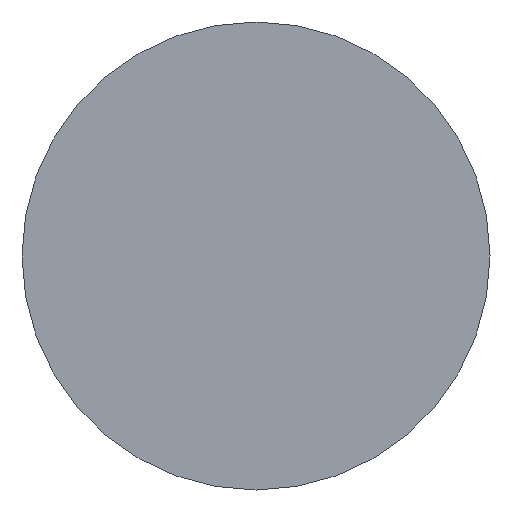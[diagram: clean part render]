
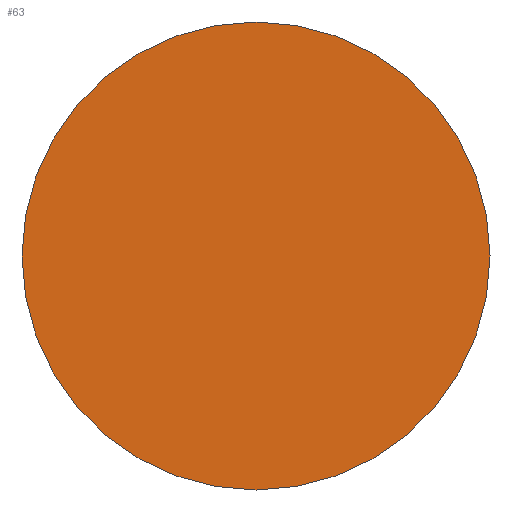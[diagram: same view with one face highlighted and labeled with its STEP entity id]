
A CAD part, front view. The second image highlights one B-rep face of the part: STEP entity #63.
In plain terms, the highlighted planar face has unit normal (0, -1, 0).
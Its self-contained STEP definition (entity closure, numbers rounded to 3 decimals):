
#23=FACE_OUTER_BOUND('',#28,.T.);
#28=EDGE_LOOP('',(#48));
#34=CIRCLE('',#84,1.75);
#38=VERTEX_POINT('',#117);
#42=EDGE_CURVE('',#38,#38,#34,.T.);
#48=ORIENTED_EDGE('',*,*,#42,.F.);
#60=PLANE('',#83);
#63=ADVANCED_FACE('',(#23),#60,.F.);
#83=AXIS2_PLACEMENT_3D('',#116,#96,#97);
#84=AXIS2_PLACEMENT_3D('',#118,#98,#99);
#96=DIRECTION('center_axis',(0.,1.,0.));
#97=DIRECTION('ref_axis',(1.,0.,0.));
#98=DIRECTION('center_axis',(0.,1.,0.));
#99=DIRECTION('ref_axis',(1.,0.,0.));
#116=CARTESIAN_POINT('Origin',(0.,0.5,0.));
#117=CARTESIAN_POINT('',(-1.75,0.5,0.));
#118=CARTESIAN_POINT('Origin',(0.,0.5,0.));
